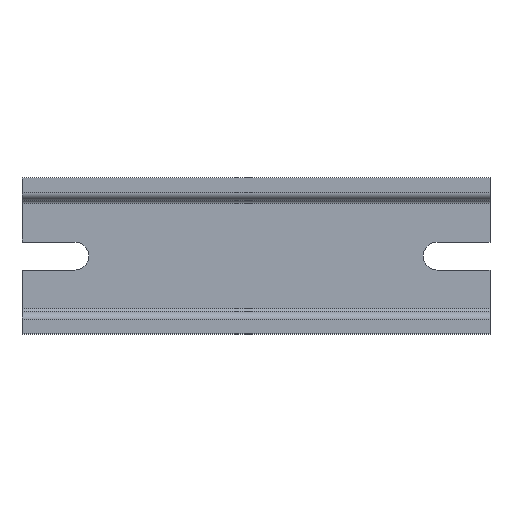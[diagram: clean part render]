
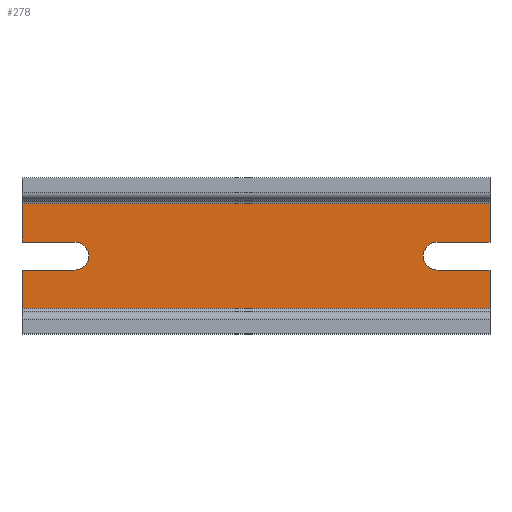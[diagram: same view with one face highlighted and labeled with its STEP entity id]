
A CAD part, top view. The second image highlights one B-rep face of the part: STEP entity #278.
In plain terms, the highlighted planar face has unit normal (0, 0, 1).
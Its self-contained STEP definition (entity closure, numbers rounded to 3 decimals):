
#54=AXIS2_PLACEMENT_3D('Circle Axis2P3D',#52,#53,$) ;
#196=AXIS2_PLACEMENT_3D('Plane Axis2P3D',#193,#194,#195) ;
#233=AXIS2_PLACEMENT_3D('Circle Axis2P3D',#231,#232,$) ;
#49=CARTESIAN_POINT('Vertex',(11.85,14.35,1.)) ;
#52=CARTESIAN_POINT('Axis2P3D Location',(11.85,17.5,1.)) ;
#56=CARTESIAN_POINT('Vertex',(11.85,20.65,1.)) ;
#80=CARTESIAN_POINT('Vertex',(105.,14.35,1.)) ;
#85=CARTESIAN_POINT('Line Origine',(105.,10.075,1.)) ;
#89=CARTESIAN_POINT('Vertex',(105.,5.8,1.)) ;
#193=CARTESIAN_POINT('Axis2P3D Location',(105.,5.8,1.)) ;
#198=CARTESIAN_POINT('Line Origine',(5.925,20.65,1.)) ;
#202=CARTESIAN_POINT('Vertex',(0.,20.65,1.)) ;
#205=CARTESIAN_POINT('Line Origine',(5.925,14.35,1.)) ;
#209=CARTESIAN_POINT('Vertex',(0.,14.35,1.)) ;
#212=CARTESIAN_POINT('Line Origine',(0.,10.075,1.)) ;
#216=CARTESIAN_POINT('Vertex',(0.,5.8,1.)) ;
#219=CARTESIAN_POINT('Line Origine',(52.5,5.8,1.)) ;
#224=CARTESIAN_POINT('Line Origine',(99.075,14.35,1.)) ;
#228=CARTESIAN_POINT('Vertex',(93.15,14.35,1.)) ;
#231=CARTESIAN_POINT('Axis2P3D Location',(93.15,17.5,1.)) ;
#235=CARTESIAN_POINT('Vertex',(93.15,20.65,1.)) ;
#238=CARTESIAN_POINT('Line Origine',(99.075,20.65,1.)) ;
#242=CARTESIAN_POINT('Vertex',(105.,20.65,1.)) ;
#245=CARTESIAN_POINT('Line Origine',(105.,24.925,1.)) ;
#249=CARTESIAN_POINT('Vertex',(105.,29.2,1.)) ;
#252=CARTESIAN_POINT('Line Origine',(52.5,29.2,1.)) ;
#256=CARTESIAN_POINT('Vertex',(0.,29.2,1.)) ;
#259=CARTESIAN_POINT('Line Origine',(0.,24.925,1.)) ;
#53=DIRECTION('Axis2P3D Direction',(0.,0.,1.)) ;
#86=DIRECTION('Vector Direction',(0.,-1.,0.)) ;
#194=DIRECTION('Axis2P3D Direction',(0.,0.,-1.)) ;
#195=DIRECTION('Axis2P3D XDirection',(-1.,0.,0.)) ;
#199=DIRECTION('Vector Direction',(-1.,0.,0.)) ;
#206=DIRECTION('Vector Direction',(1.,0.,0.)) ;
#213=DIRECTION('Vector Direction',(0.,-1.,0.)) ;
#220=DIRECTION('Vector Direction',(-1.,0.,0.)) ;
#225=DIRECTION('Vector Direction',(1.,0.,0.)) ;
#232=DIRECTION('Axis2P3D Direction',(0.,0.,-1.)) ;
#239=DIRECTION('Vector Direction',(-1.,0.,0.)) ;
#246=DIRECTION('Vector Direction',(0.,-1.,0.)) ;
#253=DIRECTION('Vector Direction',(-1.,0.,0.)) ;
#260=DIRECTION('Vector Direction',(0.,-1.,0.)) ;
#87=VECTOR('Line Direction',#86,1.) ;
#200=VECTOR('Line Direction',#199,1.) ;
#207=VECTOR('Line Direction',#206,1.) ;
#214=VECTOR('Line Direction',#213,1.) ;
#221=VECTOR('Line Direction',#220,1.) ;
#226=VECTOR('Line Direction',#225,1.) ;
#240=VECTOR('Line Direction',#239,1.) ;
#247=VECTOR('Line Direction',#246,1.) ;
#254=VECTOR('Line Direction',#253,1.) ;
#261=VECTOR('Line Direction',#260,1.) ;
#265=ORIENTED_EDGE('',*,*,#204,.F.) ;
#266=ORIENTED_EDGE('',*,*,#58,.F.) ;
#267=ORIENTED_EDGE('',*,*,#211,.F.) ;
#268=ORIENTED_EDGE('',*,*,#218,.T.) ;
#269=ORIENTED_EDGE('',*,*,#223,.F.) ;
#270=ORIENTED_EDGE('',*,*,#91,.F.) ;
#271=ORIENTED_EDGE('',*,*,#230,.F.) ;
#272=ORIENTED_EDGE('',*,*,#237,.F.) ;
#273=ORIENTED_EDGE('',*,*,#244,.F.) ;
#274=ORIENTED_EDGE('',*,*,#251,.F.) ;
#275=ORIENTED_EDGE('',*,*,#258,.T.) ;
#276=ORIENTED_EDGE('',*,*,#263,.T.) ;
#278=ADVANCED_FACE('Hauptk\X2\00F6\X0\rper',(#277),#197,.F.) ;
#55=CIRCLE('generated circle',#54,3.15) ;
#234=CIRCLE('generated circle',#233,3.15) ;
#58=EDGE_CURVE('',#50,#57,#55,.T.) ;
#91=EDGE_CURVE('',#81,#90,#88,.T.) ;
#204=EDGE_CURVE('',#57,#203,#201,.T.) ;
#211=EDGE_CURVE('',#210,#50,#208,.T.) ;
#218=EDGE_CURVE('',#210,#217,#215,.T.) ;
#223=EDGE_CURVE('',#90,#217,#222,.T.) ;
#230=EDGE_CURVE('',#229,#81,#227,.T.) ;
#237=EDGE_CURVE('',#236,#229,#234,.F.) ;
#244=EDGE_CURVE('',#243,#236,#241,.T.) ;
#251=EDGE_CURVE('',#250,#243,#248,.T.) ;
#258=EDGE_CURVE('',#250,#257,#255,.T.) ;
#263=EDGE_CURVE('',#257,#203,#262,.T.) ;
#264=EDGE_LOOP('',(#265,#266,#267,#268,#269,#270,#271,#272,#273,#274,#275,#276)) ;
#277=FACE_OUTER_BOUND('',#264,.T.) ;
#88=LINE('Line',#85,#87) ;
#201=LINE('Line',#198,#200) ;
#208=LINE('Line',#205,#207) ;
#215=LINE('Line',#212,#214) ;
#222=LINE('Line',#219,#221) ;
#227=LINE('Line',#224,#226) ;
#241=LINE('Line',#238,#240) ;
#248=LINE('Line',#245,#247) ;
#255=LINE('Line',#252,#254) ;
#262=LINE('Line',#259,#261) ;
#197=PLANE('',#196) ;
#50=VERTEX_POINT('',#49) ;
#57=VERTEX_POINT('',#56) ;
#81=VERTEX_POINT('',#80) ;
#90=VERTEX_POINT('',#89) ;
#203=VERTEX_POINT('',#202) ;
#210=VERTEX_POINT('',#209) ;
#217=VERTEX_POINT('',#216) ;
#229=VERTEX_POINT('',#228) ;
#236=VERTEX_POINT('',#235) ;
#243=VERTEX_POINT('',#242) ;
#250=VERTEX_POINT('',#249) ;
#257=VERTEX_POINT('',#256) ;
